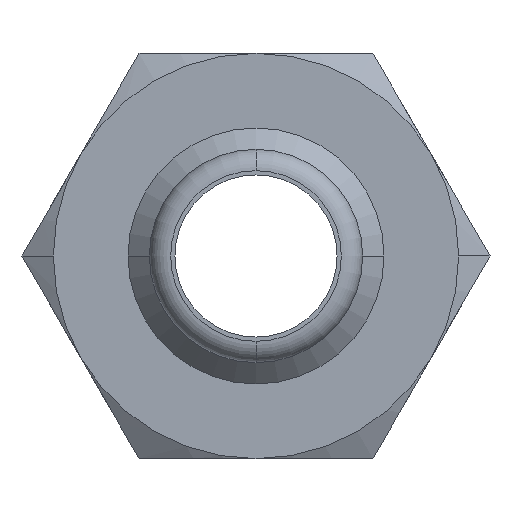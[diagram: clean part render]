
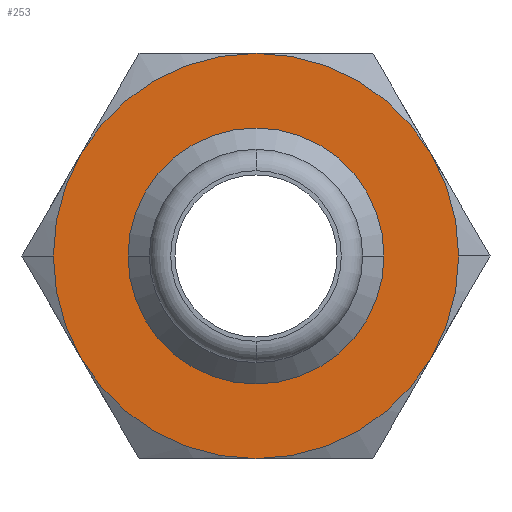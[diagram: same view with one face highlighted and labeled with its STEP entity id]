
A CAD part, front view. The second image highlights one B-rep face of the part: STEP entity #253.
In plain terms, the highlighted planar face has unit normal (0, -1, 0).
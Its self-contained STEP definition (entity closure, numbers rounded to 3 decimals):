
#253=ADVANCED_FACE('',(#506,#507),#508,.T.);
#506=FACE_OUTER_BOUND('',#58401,.T.);
#507=FACE_BOUND('',#58402,.T.);
#508=PLANE('',#58403);
#58401=EDGE_LOOP('',(#59024,#59025,#59026,#59027,#59028,#59029,#59030,#59031));
#58402=EDGE_LOOP('',(#59032,#59033));
#58403=AXIS2_PLACEMENT_3D('',#59034,#59035,#59036);
#59024=ORIENTED_EDGE('',*,*,#59237,.F.);
#59025=ORIENTED_EDGE('',*,*,#59107,.F.);
#59026=ORIENTED_EDGE('',*,*,#59253,.F.);
#59027=ORIENTED_EDGE('',*,*,#59177,.F.);
#59028=ORIENTED_EDGE('',*,*,#59222,.F.);
#59029=ORIENTED_EDGE('',*,*,#59136,.F.);
#59030=ORIENTED_EDGE('',*,*,#59212,.F.);
#59031=ORIENTED_EDGE('',*,*,#59265,.F.);
#59032=ORIENTED_EDGE('',*,*,#59259,.F.);
#59033=ORIENTED_EDGE('',*,*,#59277,.F.);
#59034=CARTESIAN_POINT('',(4.75,20.0,0.0));
#59035=DIRECTION('',(-0.0,-1.0,-0.0));
#59036=DIRECTION('',(-1.0,0.0,0.0));
#59107=EDGE_CURVE('',#59390,#59403,#59404,.T.);
#59136=EDGE_CURVE('',#59443,#59440,#59445,.T.);
#59177=EDGE_CURVE('',#59498,#59500,#59501,.T.);
#59212=EDGE_CURVE('',#59412,#59443,#59543,.T.);
#59222=EDGE_CURVE('',#59440,#59498,#59554,.T.);
#59237=EDGE_CURVE('',#59403,#59570,#59572,.T.);
#59253=EDGE_CURVE('',#59500,#59390,#59588,.T.);
#59259=EDGE_CURVE('',#59594,#59592,#59596,.T.);
#59265=EDGE_CURVE('',#59570,#59412,#59602,.T.);
#59277=EDGE_CURVE('',#59592,#59594,#59614,.T.);
#59390=VERTEX_POINT('',#64043);
#59403=VERTEX_POINT('',#64102);
#59404=CIRCLE('',#64103,9.5);
#59412=VERTEX_POINT('',#64144);
#59440=VERTEX_POINT('',#64233);
#59443=VERTEX_POINT('',#64247);
#59445=CIRCLE('',#64260,9.5);
#59498=VERTEX_POINT('',#64450);
#59500=VERTEX_POINT('',#64453);
#59501=CIRCLE('',#64454,9.5);
#59543=CIRCLE('',#64581,9.5);
#59554=CIRCLE('',#64637,9.5);
#59570=VERTEX_POINT('',#64718);
#59572=CIRCLE('',#64721,9.5);
#59588=CIRCLE('',#64801,9.5);
#59592=VERTEX_POINT('',#64805);
#59594=VERTEX_POINT('',#64808);
#59596=CIRCLE('',#64811,6.0);
#59602=CIRCLE('',#64829,9.5);
#59614=CIRCLE('',#64843,6.0);
#64043=CARTESIAN_POINT('',(0.,20.0,9.5));
#64102=CARTESIAN_POINT('',(8.227,20.0,4.75));
#64103=AXIS2_PLACEMENT_3D('',#64941,#64942,#64943);
#64144=CARTESIAN_POINT('',(8.227,20.0,-4.75));
#64233=CARTESIAN_POINT('',(-8.227,20.0,-4.75));
#64247=CARTESIAN_POINT('',(0.0,20.0,-9.5));
#64260=AXIS2_PLACEMENT_3D('',#64965,#64966,#64967);
#64450=CARTESIAN_POINT('',(-9.5,20.0,0.));
#64453=CARTESIAN_POINT('',(-8.227,20.0,4.75));
#64454=AXIS2_PLACEMENT_3D('',#65007,#65008,#65009);
#64581=AXIS2_PLACEMENT_3D('',#65042,#65043,#65044);
#64637=AXIS2_PLACEMENT_3D('',#65049,#65050,#65051);
#64718=CARTESIAN_POINT('',(9.5,20.0,0.));
#64721=AXIS2_PLACEMENT_3D('',#65064,#65065,#65066);
#64801=AXIS2_PLACEMENT_3D('',#65077,#65078,#65079);
#64805=CARTESIAN_POINT('',(6.0,20.0,0.));
#64808=CARTESIAN_POINT('',(-6.0,20.0,0.));
#64811=AXIS2_PLACEMENT_3D('',#65082,#65083,#65084);
#64829=AXIS2_PLACEMENT_3D('',#65086,#65087,#65088);
#64843=AXIS2_PLACEMENT_3D('',#65091,#65092,#65093);
#64941=CARTESIAN_POINT('',(0.0,20.0,0.0));
#64942=DIRECTION('',(-0.0,1.0,0.0));
#64943=DIRECTION('',(1.0,0.0,0.0));
#64965=CARTESIAN_POINT('',(0.0,20.0,0.0));
#64966=DIRECTION('',(-0.0,1.0,0.0));
#64967=DIRECTION('',(1.0,0.0,0.0));
#65007=CARTESIAN_POINT('',(0.0,20.0,0.0));
#65008=DIRECTION('',(-0.0,1.0,0.0));
#65009=DIRECTION('',(1.0,0.0,0.0));
#65042=CARTESIAN_POINT('',(0.0,20.0,0.0));
#65043=DIRECTION('',(-0.0,1.0,0.0));
#65044=DIRECTION('',(1.0,0.0,0.0));
#65049=CARTESIAN_POINT('',(0.0,20.0,0.0));
#65050=DIRECTION('',(-0.0,1.0,0.0));
#65051=DIRECTION('',(1.0,0.0,0.0));
#65064=CARTESIAN_POINT('',(0.0,20.0,0.0));
#65065=DIRECTION('',(-0.0,1.0,0.0));
#65066=DIRECTION('',(1.0,0.0,0.0));
#65077=CARTESIAN_POINT('',(0.0,20.0,0.0));
#65078=DIRECTION('',(-0.0,1.0,0.0));
#65079=DIRECTION('',(1.0,0.0,0.0));
#65082=CARTESIAN_POINT('',(0.0,20.0,0.0));
#65083=DIRECTION('',(0.0,-1.0,0.0));
#65084=DIRECTION('',(1.0,0.0,0.0));
#65086=CARTESIAN_POINT('',(0.0,20.0,0.0));
#65087=DIRECTION('',(-0.0,1.0,0.0));
#65088=DIRECTION('',(1.0,0.0,0.0));
#65091=CARTESIAN_POINT('',(0.0,20.0,0.0));
#65092=DIRECTION('',(0.0,-1.0,0.0));
#65093=DIRECTION('',(1.0,0.0,0.0));
